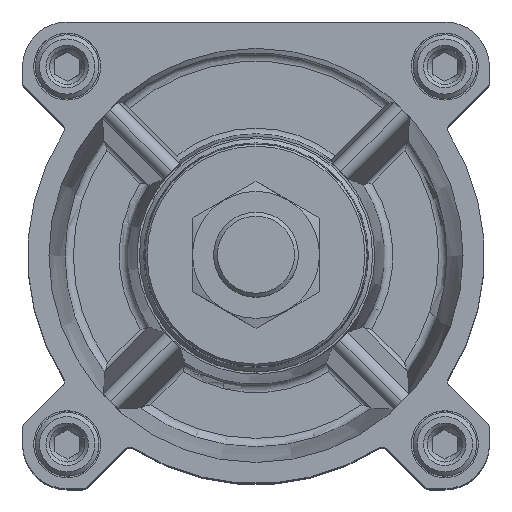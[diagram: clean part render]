
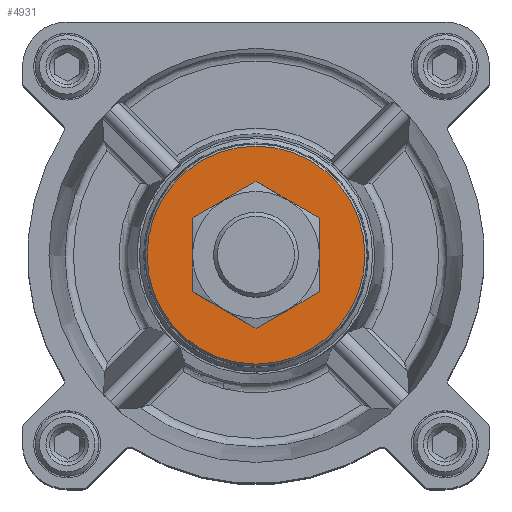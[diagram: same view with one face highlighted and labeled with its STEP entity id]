
A CAD part, top view. The second image highlights one B-rep face of the part: STEP entity #4931.
In plain terms, the highlighted planar face has unit normal (0, 0, 1).
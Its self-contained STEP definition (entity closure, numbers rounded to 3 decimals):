
#727=PLANE('',#5441);
#960=CIRCLE('',#5442,25.681);
#961=CIRCLE('',#5443,12.5);
#1911=ORIENTED_EDGE('',*,*,#2880,.F.);
#1912=ORIENTED_EDGE('',*,*,#2881,.T.);
#2880=EDGE_CURVE('',#3437,#3437,#960,.T.);
#2881=EDGE_CURVE('',#3438,#3438,#961,.T.);
#3437=VERTEX_POINT('',#8561);
#3438=VERTEX_POINT('',#8563);
#3973=EDGE_LOOP('',(#1911));
#3974=EDGE_LOOP('',(#1912));
#4418=FACE_BOUND('',#3973,.T.);
#4419=FACE_BOUND('',#3974,.T.);
#4931=ADVANCED_FACE('',(#4418,#4419),#727,.F.);
#5441=AXIS2_PLACEMENT_3D('',#8559,#6482,#6483);
#5442=AXIS2_PLACEMENT_3D('',#8560,#6484,#6485);
#5443=AXIS2_PLACEMENT_3D('',#8562,#6486,#6487);
#6482=DIRECTION('',(0.,0.,-1.));
#6483=DIRECTION('',(-1.,0.,0.));
#6484=DIRECTION('',(0.,0.,-1.));
#6485=DIRECTION('',(-1.,0.,0.));
#6486=DIRECTION('',(0.,0.,-1.));
#6487=DIRECTION('',(-1.,0.,0.));
#8559=CARTESIAN_POINT('',(0.,0.,38.));
#8560=CARTESIAN_POINT('',(0.,0.,38.));
#8561=CARTESIAN_POINT('',(-25.681,0.,38.));
#8562=CARTESIAN_POINT('',(0.,0.,38.));
#8563=CARTESIAN_POINT('',(-12.5,0.,38.));
